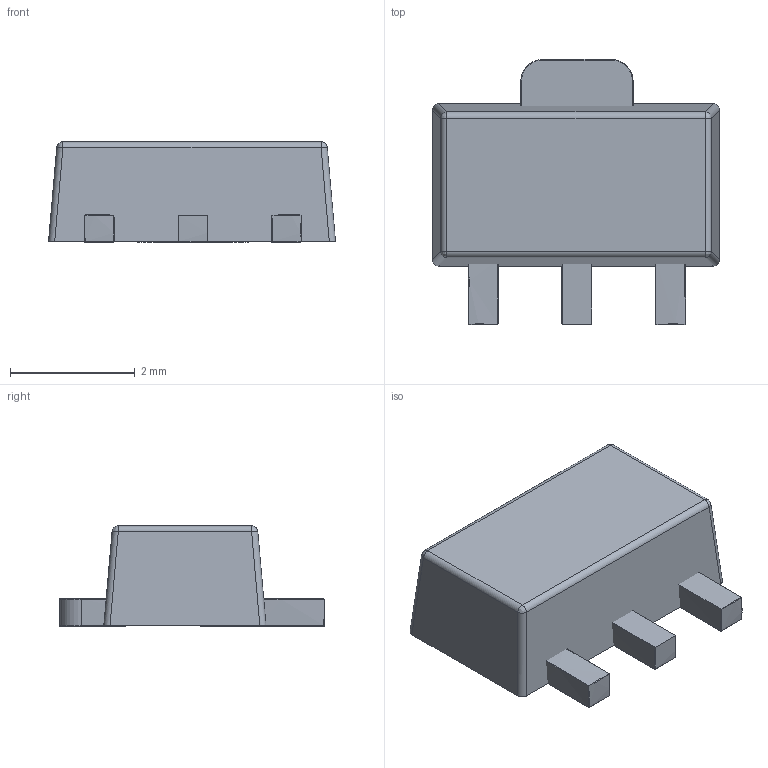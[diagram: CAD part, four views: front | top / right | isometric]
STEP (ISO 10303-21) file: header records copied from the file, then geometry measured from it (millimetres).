
FILE_DESCRIPTION (( 'STEP AP214' ), '1' );
FILE_NAME ('SOT89.STEP', '2016-09-05T08:34:36', ( '' ), ( '' ), 'SwSTEP 2.0', 'SolidWorks 2016', '' );
FILE_SCHEMA (( 'AUTOMOTIVE_DESIGN' ));
Length unit declared in the file: millimetre
Products named in the file (3): SOT89; User Library-SOT89_SOT89-case_По умолчанию; User Library-SOT89_SOT89-pinout_По умолчанию
Assembly tree (2 placements, depth 2):
  SOT89
    User Library-SOT89_SOT89-case_По умолчанию
    User Library-SOT89_SOT89-pinout_По умолчанию
Bounding box: 4.6 x 4.25 x 1.61 mm (x, y, z)
Volume: 20.2 mm3; surface area: 62.8 mm2
Topology: 4 solids, 4 shells, 108 faces, 226 edges, 105 vertices
Faces by surface type: cylinder 56, plane 28, bspline 24
Entity records: 3016 total; most frequent: CARTESIAN_POINT 833, DIRECTION 448, ORIENTED_EDGE 410, EDGE_CURVE 205, AXIS2_PLACEMENT_3D 166, VECTOR 116, LINE 116, FACE_OUTER_BOUND 108
